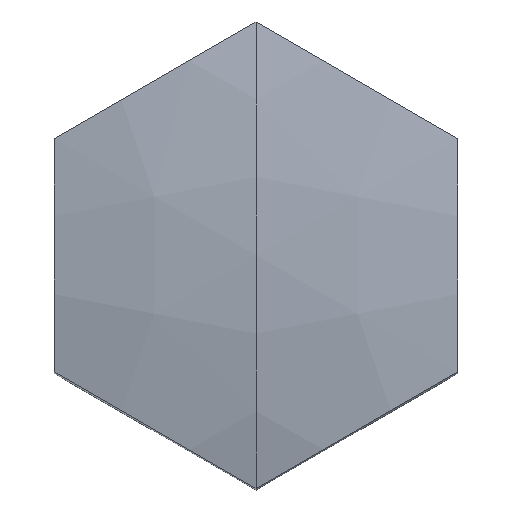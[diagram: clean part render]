
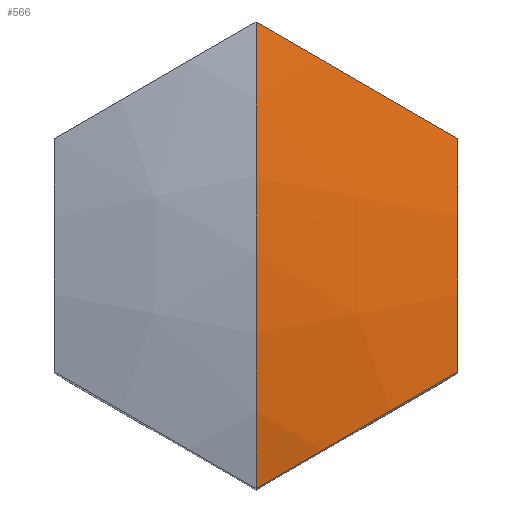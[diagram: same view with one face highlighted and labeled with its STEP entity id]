
A CAD part, top view. The second image highlights one B-rep face of the part: STEP entity #566.
In plain terms, the highlighted spherical face has radius 55 mm.
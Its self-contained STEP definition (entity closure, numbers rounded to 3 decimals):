
#46 = DIRECTION ( 'NONE',  ( 1., 0., 0. ) ) ;
#53 = ORIENTED_EDGE ( 'NONE', *, *, #239, .F. ) ;
#63 = CARTESIAN_POINT ( 'NONE',  ( 11., 6.351, 48.513 ) ) ;
#72 = AXIS2_PLACEMENT_3D ( 'NONE', #346, #392, #149 ) ;
#88 = DIRECTION ( 'NONE',  ( 0.866, -0.5, 0. ) ) ;
#90 = DIRECTION ( 'NONE',  ( 0., 1., 0. ) ) ;
#93 = ORIENTED_EDGE ( 'NONE', *, *, #367, .F. ) ;
#142 = SPHERICAL_SURFACE ( 'NONE', #310, 55. ) ;
#149 = DIRECTION ( 'NONE',  ( 0., 0., 1. ) ) ;
#162 = EDGE_LOOP ( 'NONE', ( #461, #396, #53, #93, #360 ) ) ;
#183 = VERTEX_POINT ( 'NONE', #231 ) ;
#193 = FACE_OUTER_BOUND ( 'NONE', #162, .T. ) ;
#194 = DIRECTION ( 'NONE',  ( 0.5, -0.866, 0. ) ) ;
#201 = AXIS2_PLACEMENT_3D ( 'NONE', #387, #194, #436 ) ;
#208 = DIRECTION ( 'NONE',  ( 0., 1., 0. ) ) ;
#211 = CARTESIAN_POINT ( 'NONE',  ( 0., 12.702, 48.513 ) ) ;
#229 = EDGE_CURVE ( 'NONE', #183, #643, #455, .T. ) ;
#231 = CARTESIAN_POINT ( 'NONE',  ( 0., 0., 50. ) ) ;
#239 = EDGE_CURVE ( 'NONE', #244, #573, #258, .T. ) ;
#244 = VERTEX_POINT ( 'NONE', #394 ) ;
#246 = CARTESIAN_POINT ( 'NONE',  ( 0., -12.702, 48.513 ) ) ;
#258 = CIRCLE ( 'NONE', #201, 53.889 ) ;
#298 = EDGE_CURVE ( 'NONE', #643, #415, #543, .T. ) ;
#303 = DIRECTION ( 'NONE',  ( 0., 0., 1. ) ) ;
#304 = CARTESIAN_POINT ( 'NONE',  ( 0., 0., -5. ) ) ;
#310 = AXIS2_PLACEMENT_3D ( 'NONE', #530, #395, #90 ) ;
#313 = DIRECTION ( 'NONE',  ( 1., 0., 0. ) ) ;
#346 = CARTESIAN_POINT ( 'NONE',  ( 0., 0., -5. ) ) ;
#348 = DIRECTION ( 'NONE',  ( 0.5, 0.866, 0. ) ) ;
#360 = ORIENTED_EDGE ( 'NONE', *, *, #298, .F. ) ;
#363 = AXIS2_PLACEMENT_3D ( 'NONE', #440, #348, #88 ) ;
#367 = EDGE_CURVE ( 'NONE', #415, #244, #422, .T. ) ;
#387 = CARTESIAN_POINT ( 'NONE',  ( 5.5, -9.526, -5. ) ) ;
#392 = DIRECTION ( 'NONE',  ( -1., 0., 0. ) ) ;
#394 = CARTESIAN_POINT ( 'NONE',  ( 11., -6.351, 48.513 ) ) ;
#395 = DIRECTION ( 'NONE',  ( 1., 0., 0. ) ) ;
#396 = ORIENTED_EDGE ( 'NONE', *, *, #582, .T. ) ;
#415 = VERTEX_POINT ( 'NONE', #63 ) ;
#422 = CIRCLE ( 'NONE', #588, 53.889 ) ;
#436 = DIRECTION ( 'NONE',  ( -0.866, -0.5, 0. ) ) ;
#440 = CARTESIAN_POINT ( 'NONE',  ( 5.5, 9.526, -5. ) ) ;
#455 = CIRCLE ( 'NONE', #72, 55. ) ;
#461 = ORIENTED_EDGE ( 'NONE', *, *, #229, .F. ) ;
#496 = AXIS2_PLACEMENT_3D ( 'NONE', #304, #46, #208 ) ;
#530 = CARTESIAN_POINT ( 'NONE',  ( 0., 0., -5. ) ) ;
#543 = CIRCLE ( 'NONE', #363, 53.889 ) ;
#566 = ADVANCED_FACE ( 'NONE', ( #193 ), #142, .T. ) ;
#573 = VERTEX_POINT ( 'NONE', #246 ) ;
#582 = EDGE_CURVE ( 'NONE', #183, #573, #602, .T. ) ;
#588 = AXIS2_PLACEMENT_3D ( 'NONE', #589, #313, #303 ) ;
#589 = CARTESIAN_POINT ( 'NONE',  ( 11., 0., -5. ) ) ;
#602 = CIRCLE ( 'NONE', #496, 55. ) ;
#643 = VERTEX_POINT ( 'NONE', #211 ) ;
